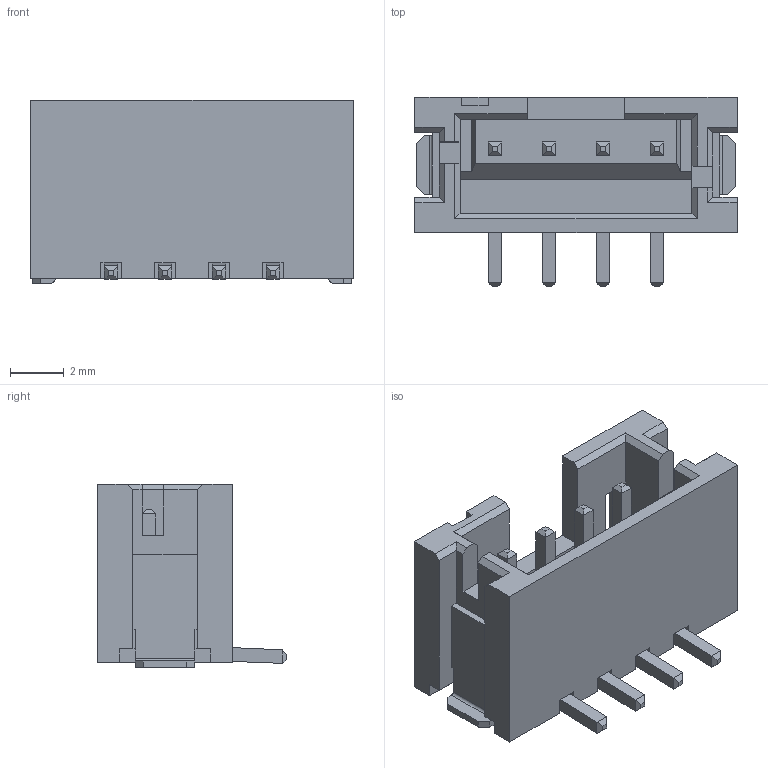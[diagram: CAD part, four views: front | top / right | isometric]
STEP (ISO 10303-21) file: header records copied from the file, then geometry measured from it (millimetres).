
FILE_DESCRIPTION(/* description */ ('','CAx-IF Rec.Pracs.---Representation and Presentation of Product Manufacturing Information (PMI)---4.0---2014-10-13'),/* implementation_level */ '2;1');
FILE_NAME(/* name */ 'HC-PH-4ALT.step',/* time_stamp */ '2025-02-24T21:34:06-05:00',/* author */ (''),/* organization */ (''),/* preprocessor_version */ 'ST-DEVELOPER v20',/* originating_system */ 'Autodesk Translation Framework v13.20.0.188',/* authorisation */ '');
FILE_SCHEMA (('AP242_MANAGED_MODEL_BASED_3D_ENGINEERING_MIM_LF { 1 0 10303 442 1 1 4 }'));
Length unit declared in the file: millimetre
Products named in the file (2): HC-PH-4ALT; B4B-PH-SM4-TB(LF)(SN)
Assembly tree (1 placements, depth 2):
  HC-PH-4ALT
    B4B-PH-SM4-TB(LF)(SN)
Bounding box: 11.95 x 7 x 6.8 mm (x, y, z)
Volume: 196.5 mm3; surface area: 553.8 mm2
Topology: 1 solids, 1 shells, 215 faces, 595 edges, 386 vertices
Faces by surface type: plane 195, cylinder 12, bspline 8
Entity records: 7068 total; most frequent: CARTESIAN_POINT 1335, ORIENTED_EDGE 1190, DIRECTION 1023, EDGE_CURVE 595, LINE 555, VECTOR 555, VERTEX_POINT 386, AXIS2_PLACEMENT_3D 234
